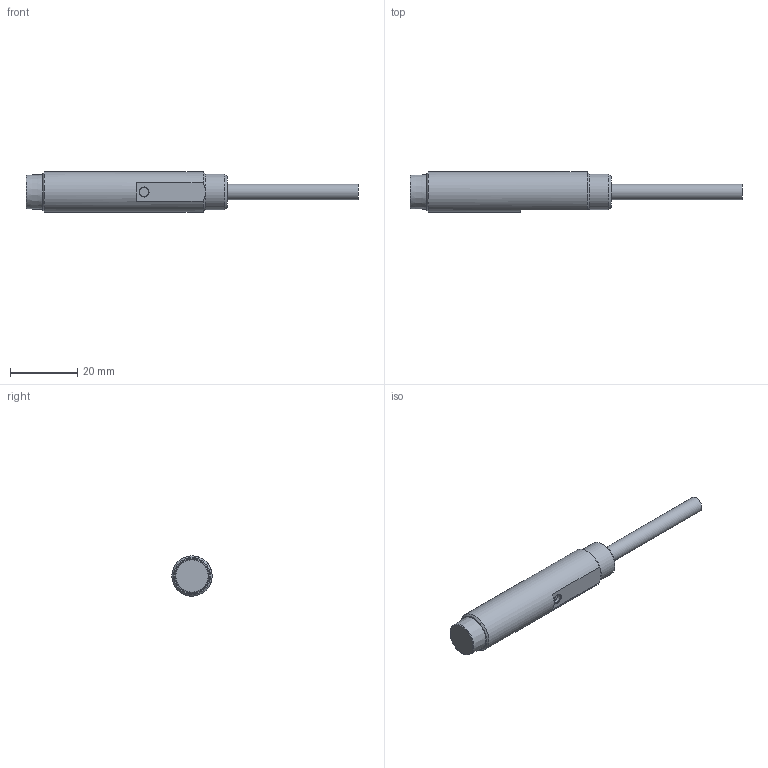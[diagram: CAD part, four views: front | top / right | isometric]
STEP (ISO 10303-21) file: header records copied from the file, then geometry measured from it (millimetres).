
FILE_DESCRIPTION(/* description */ (''),/* implementation_level */ '2;1');
FILE_NAME(/* name */ 'V3M1_4A_fig',/* time_stamp */ '2017-05-15T17:27:28+02:00',/* author */ ('GDA'),/* organization */ ('MD Microdetectors'),/* preprocessor_version */ 'ST-DEVELOPER v16.7',/* originating_system */ 'DEX',/* authorisation */ $);
FILE_SCHEMA (('AUTOMOTIVE_DESIGN {1 0 10303 214 3 1 1}'));
Length unit declared in the file: millimetre
Products named in the file (1): V3M1_4A_fig
Bounding box: 99 x 12 x 12 mm (x, y, z)
Volume: 7058.5 mm3; surface area: 2989.4 mm2
Topology: 1 solids, 1 shells, 19 faces, 35 edges, 22 vertices
Faces by surface type: plane 8, cone 6, cylinder 4, torus 1
Full cylindrical faces by diameter (mm): 2.6 x1, 4.7 x1, 10.6 x1, 12 x1
Entity records: 559 total; most frequent: DIRECTION 77, CARTESIAN_POINT 67, ORIENTED_EDGE 44, AXIS2_PLACEMENT_3D 37, EDGE_LOOP 33, FACE_BOUND 33, EDGE_CURVE 22, VERTEX_POINT 19
